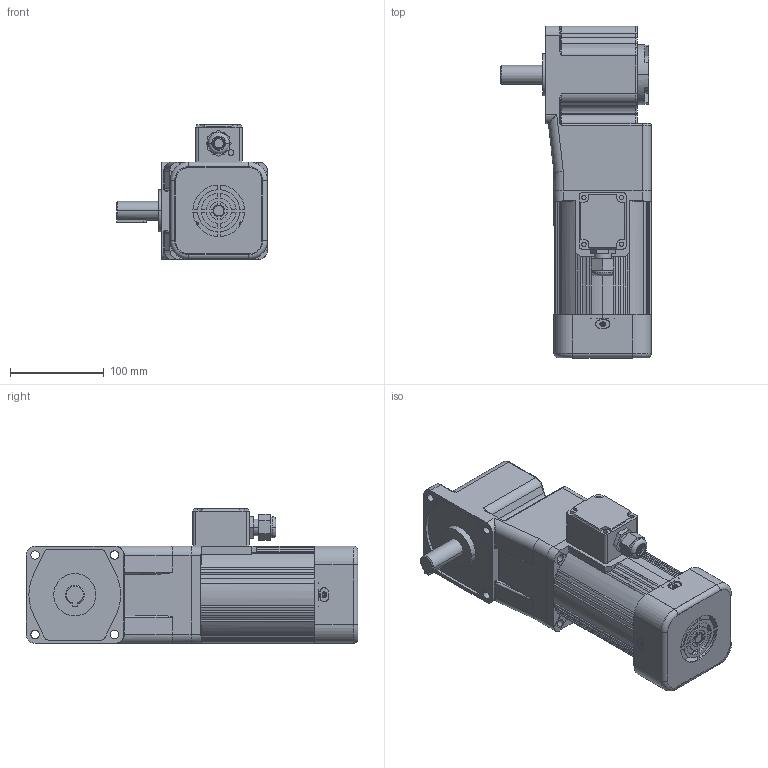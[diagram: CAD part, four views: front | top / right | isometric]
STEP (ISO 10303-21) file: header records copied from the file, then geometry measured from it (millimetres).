
FILE_DESCRIPTION (( 'STEP AP203' ), '1' );
FILE_NAME ('6IK120-250(R)-T+6GURT.STEP', '2020-01-10T07:22:47', ( 'Sky123.Org' ), ( 'Sky123.Org' ), 'SwSTEP 2.0', 'SolidWorks 2014', '' );
FILE_SCHEMA (( 'CONFIG_CONTROL_DESIGN' ));
Length unit declared in the file: millimetre
Products named in the file (11): 微型减速机接线盒装配体; 6GURT; 滅鳥裔; 6IK120-250A; 100瑞欶; 6IK120-250(R)-T+6GURT; 峚倰萇儂諉盄碟02; NPT1-2萇擢芛; NPT1-2つ踡芛; NPT1-2萇擢芛蚾饜极
Assembly tree (10 placements, depth 4):
  6IK120-250(R)-T+6GURT
    6IK120-250A
    100瑞欶
    微型减速机接线盒装配体
      峚倰萇儂諉盄碟02
      NPT1-2萇擢芛蚾饜极
        NPT1-2萇擢芛
        NPT1-2つ踡芛
    6GURT
      6GURT
      滅鳥裔
Bounding box: 161 x 354 x 144 mm (x, y, z)
Volume: 3041084.7 mm3; surface area: 279371.3 mm2
Topology: 7 solids, 7 shells, 985 faces, 2580 edges, 1623 vertices
Faces by surface type: plane 377, cylinder 370, torus 154, cone 70, bspline 14
Entity records: 33070 total; most frequent: CARTESIAN_POINT 7167, DIRECTION 5453, ORIENTED_EDGE 5100, EDGE_CURVE 2550, AXIS2_PLACEMENT_3D 2115, VERTEX_POINT 1623, VECTOR 1223, LINE 1223
